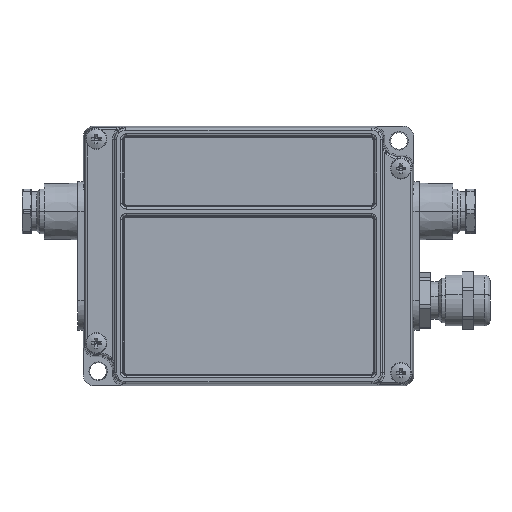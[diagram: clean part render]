
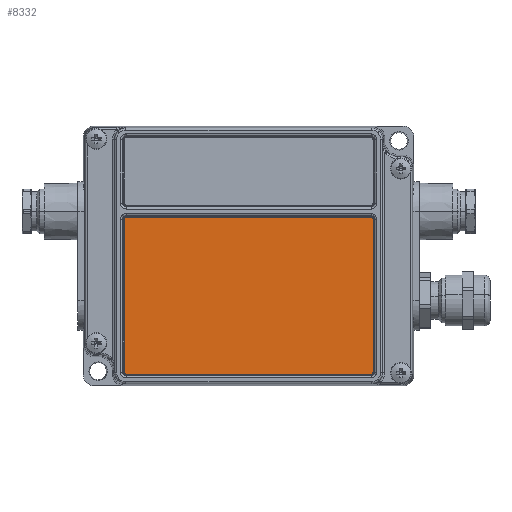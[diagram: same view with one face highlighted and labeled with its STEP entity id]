
A CAD part, top view. The second image highlights one B-rep face of the part: STEP entity #8332.
In plain terms, the highlighted face is planar.
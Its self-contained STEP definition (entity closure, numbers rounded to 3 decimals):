
#8089 = EDGE_CURVE ( 'NONE', #8375, #8242, #9338, .T. ) ;
#8180 = VERTEX_POINT ( 'NONE', #10769 ) ;
#8183 = VERTEX_POINT ( 'NONE', #11458 ) ;
#8217 = EDGE_CURVE ( 'NONE', #8440, #8180, #11268, .T. ) ;
#8221 = EDGE_CURVE ( 'NONE', #8183, #8440, #11359, .T. ) ;
#8228 = EDGE_CURVE ( 'NONE', #8234, #8183, #11158, .T. ) ;
#8234 = VERTEX_POINT ( 'NONE', #21844 ) ;
#8240 = EDGE_CURVE ( 'NONE', #8242, #8234, #21565, .T. ) ;
#8242 = VERTEX_POINT ( 'NONE', #21860 ) ;
#8277 = EDGE_LOOP ( 'NONE', ( #8868, #8604, #8884, #8960, #8610, #8692, #8714, #8950 ) ) ;
#8284 = EDGE_CURVE ( 'NONE', #8421, #8325, #21893, .T. ) ;
#8323 = EDGE_CURVE ( 'NONE', #8325, #8375, #13618, .T. ) ;
#8325 = VERTEX_POINT ( 'NONE', #13294 ) ;
#8332 = ADVANCED_FACE ( 'NONE', ( #13502 ), #13366, .T. ) ;
#8375 = VERTEX_POINT ( 'NONE', #14073 ) ;
#8421 = VERTEX_POINT ( 'NONE', #13878 ) ;
#8434 = EDGE_CURVE ( 'NONE', #8180, #8421, #13868, .T. ) ;
#8440 = VERTEX_POINT ( 'NONE', #13860 ) ;
#8604 = ORIENTED_EDGE ( 'NONE', *, *, #8089, .T. ) ;
#8610 = ORIENTED_EDGE ( 'NONE', *, *, #8221, .T. ) ;
#8692 = ORIENTED_EDGE ( 'NONE', *, *, #8217, .T. ) ;
#8714 = ORIENTED_EDGE ( 'NONE', *, *, #8434, .T. ) ;
#8786 = DIRECTION ( 'NONE',  ( 0., 0., 1. ) ) ;
#8787 = VECTOR ( 'NONE', #8786, 1000. ) ;
#8868 = ORIENTED_EDGE ( 'NONE', *, *, #8323, .T. ) ;
#8884 = ORIENTED_EDGE ( 'NONE', *, *, #8240, .T. ) ;
#8950 = ORIENTED_EDGE ( 'NONE', *, *, #8284, .T. ) ;
#8960 = ORIENTED_EDGE ( 'NONE', *, *, #8228, .T. ) ;
#9259 = VECTOR ( 'NONE', #9301, 1000. ) ;
#9301 = DIRECTION ( 'NONE',  ( -1., 0., 0. ) ) ;
#9337 = CARTESIAN_POINT ( 'NONE',  ( -33., 0.2, -31.85 ) ) ;
#9338 = LINE ( 'NONE', #9337, #9259 ) ;
#10769 = CARTESIAN_POINT ( 'NONE',  ( 33., 0.2, 10.4 ) ) ;
#11119 = CARTESIAN_POINT ( 'NONE',  ( -33., 0.2, 9.9 ) ) ;
#11124 = AXIS2_PLACEMENT_3D ( 'NONE', #11119, #11250, #11431 ) ;
#11148 = CARTESIAN_POINT ( 'NONE',  ( -33.5, 0.2, -31.35 ) ) ;
#11158 = LINE ( 'NONE', #11148, #8787 ) ;
#11250 = DIRECTION ( 'NONE',  ( 0., 1., 0. ) ) ;
#11266 = CARTESIAN_POINT ( 'NONE',  ( -33., 0.2, 10.4 ) ) ;
#11268 = LINE ( 'NONE', #11266, #11549 ) ;
#11359 = CIRCLE ( 'NONE', #11124, 0.5 ) ;
#11431 = DIRECTION ( 'NONE',  ( 0., 0., -1. ) ) ;
#11458 = CARTESIAN_POINT ( 'NONE',  ( -33.5, 0.2, 9.9 ) ) ;
#11547 = DIRECTION ( 'NONE',  ( 1., 0., 0. ) ) ;
#11549 = VECTOR ( 'NONE', #11547, 1000. ) ;
#13251 = AXIS2_PLACEMENT_3D ( 'NONE', #13752, #13390, #13388 ) ;
#13294 = CARTESIAN_POINT ( 'NONE',  ( 33.5, 0.2, -31.35 ) ) ;
#13366 = PLANE ( 'NONE',  #13461 ) ;
#13388 = DIRECTION ( 'NONE',  ( 0., 0., -1. ) ) ;
#13390 = DIRECTION ( 'NONE',  ( 0., 1., 0. ) ) ;
#13461 = AXIS2_PLACEMENT_3D ( 'NONE', #13528, #13526, #13522 ) ;
#13502 = FACE_OUTER_BOUND ( 'NONE', #8277, .T. ) ;
#13522 = DIRECTION ( 'NONE',  ( 0., 0., 1. ) ) ;
#13526 = DIRECTION ( 'NONE',  ( 0., 1., 0. ) ) ;
#13528 = CARTESIAN_POINT ( 'NONE',  ( -33., 0.2, -31.35 ) ) ;
#13618 = CIRCLE ( 'NONE', #13251, 0.5 ) ;
#13752 = CARTESIAN_POINT ( 'NONE',  ( 33., 0.2, -31.35 ) ) ;
#13825 = DIRECTION ( 'NONE',  ( 0., 0., -1. ) ) ;
#13828 = DIRECTION ( 'NONE',  ( 0., 1., 0. ) ) ;
#13829 = CARTESIAN_POINT ( 'NONE',  ( 33., 0.2, 9.9 ) ) ;
#13831 = AXIS2_PLACEMENT_3D ( 'NONE', #13829, #13828, #13825 ) ;
#13860 = CARTESIAN_POINT ( 'NONE',  ( -33., 0.2, 10.4 ) ) ;
#13868 = CIRCLE ( 'NONE', #13831, 0.5 ) ;
#13878 = CARTESIAN_POINT ( 'NONE',  ( 33.5, 0.2, 9.9 ) ) ;
#14073 = CARTESIAN_POINT ( 'NONE',  ( 33., 0.2, -31.85 ) ) ;
#21565 = CIRCLE ( 'NONE', #21912, 0.5 ) ;
#21723 = DIRECTION ( 'NONE',  ( 0., 1., 0. ) ) ;
#21768 = VECTOR ( 'NONE', #21932, 1000. ) ;
#21769 = CARTESIAN_POINT ( 'NONE',  ( 33.5, 0.2, -31.35 ) ) ;
#21836 = CARTESIAN_POINT ( 'NONE',  ( -33., 0.2, -31.35 ) ) ;
#21844 = CARTESIAN_POINT ( 'NONE',  ( -33.5, 0.2, -31.35 ) ) ;
#21860 = CARTESIAN_POINT ( 'NONE',  ( -33., 0.2, -31.85 ) ) ;
#21868 = DIRECTION ( 'NONE',  ( 0., 0., -1. ) ) ;
#21893 = LINE ( 'NONE', #21769, #21768 ) ;
#21912 = AXIS2_PLACEMENT_3D ( 'NONE', #21836, #21723, #21868 ) ;
#21932 = DIRECTION ( 'NONE',  ( 0., 0., -1. ) ) ;
